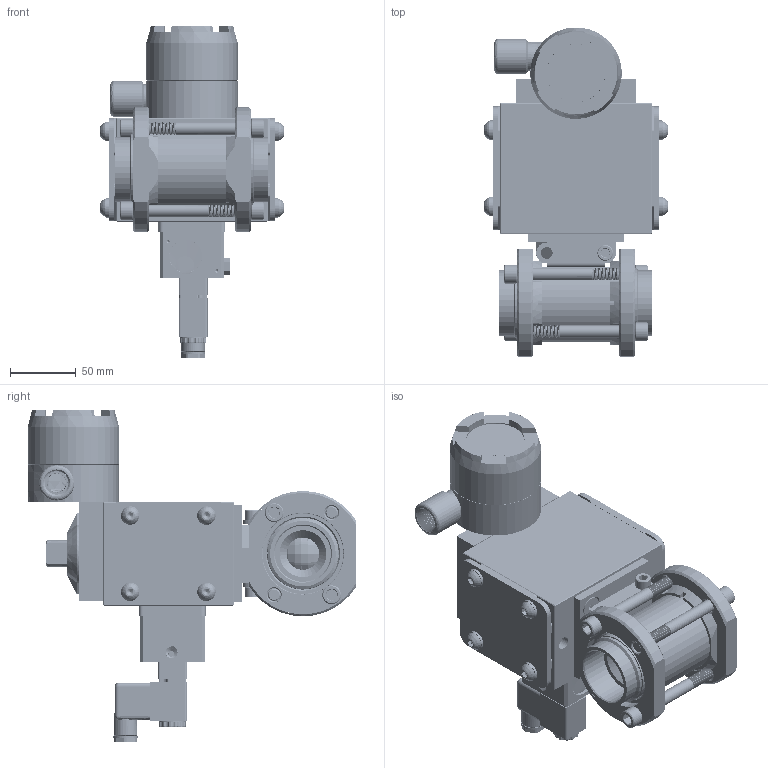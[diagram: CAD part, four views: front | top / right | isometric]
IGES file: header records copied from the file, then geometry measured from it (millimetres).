
Start section: SolidWorks IGES file using analytic representation for surfaces
Global section: file name: 21XXSWSA522DGPDSLS.igs; native system: SolidWorks 2017; preprocessor: SolidWorks 2017; author: ryanm; date: 180315.080005; units: inch
Bounding box: 139.51 x 249.71 x 252.15 mm (x, y, z)
Surface area: 432130.7 mm2 (no closed solid volume)
Topology: 0 solids, 0 shells, 3846 faces, 66480 edges, 66347 vertices
Faces by surface type: revolution 2565, bspline 1281
